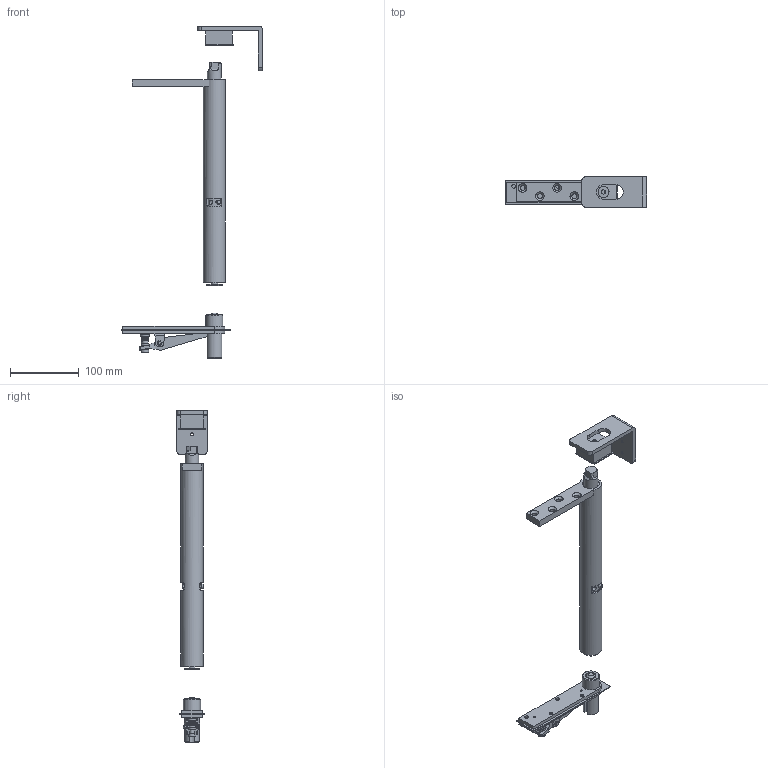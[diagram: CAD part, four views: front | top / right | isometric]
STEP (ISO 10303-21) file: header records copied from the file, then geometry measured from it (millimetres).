
FILE_DESCRIPTION(/* description */ (''),/* implementation_level */ '2;1');
FILE_NAME(/* name */ '25312DT.stp',/* time_stamp */ '2019-08-05T14:38:41+02:00',/* author */ ('MARC'),/* organization */ (''),/* preprocessor_version */ 'ST-DEVELOPER v17.2',/* originating_system */ 'Autodesk Inventor 2019',/* authorisation */ '');
FILE_SCHEMA (('AUTOMOTIVE_DESIGN { 1 0 10303 214 3 1 1 }'));
Length unit declared in the file: millimetre
Products named in the file (15): 25310; 25310-1; 25310-11; 25310-12; 25310-12_1; 25310-11_1; 25310-10; 25310-4; 25310-9; 25310-8; 25310-6; 25310-7; 25310-5; 25310-2; 25310-3
Assembly tree (14 placements, depth 3):
  25310
    25310-1
    25310-11
      25310-12
      25310-12_1
      25310-11_1
    25310-10
      25310-4
      25310-9
      25310-8
      25310-6
      25310-7
      25310-5
      25310-2
      25310-3
Bounding box: 205 x 44 x 482.2 mm (x, y, z)
Volume: 233329.3 mm3; surface area: 141872.8 mm2
Topology: 13 solids, 13 shells, 500 faces, 1308 edges, 846 vertices
Faces by surface type: cylinder 202, plane 185, torus 41, cone 36, bspline 35, sphere 1
Full cylindrical faces by diameter (mm): 2.459 x2, 3.242 x4, 4 x4, 4.134 x2, 4.5 x2, 5.5 x8, 6 x10, 6.1 x1, 6.172 x2, 7 x5, 8.376 x1, 10 x11, 11 x2, 11.5 x1, 13 x3, 14 x1, 14.5 x1, 16 x1, 20 x1, 25 x2, 27 x1, 28 x2, 30 x1, 32 x1
Entity records: 18789 total; most frequent: CARTESIAN_POINT 5474, DIRECTION 2802, ORIENTED_EDGE 2616, EDGE_CURVE 1308, AXIS2_PLACEMENT_3D 1108, VERTEX_POINT 846, EDGE_LOOP 600, LINE 586
